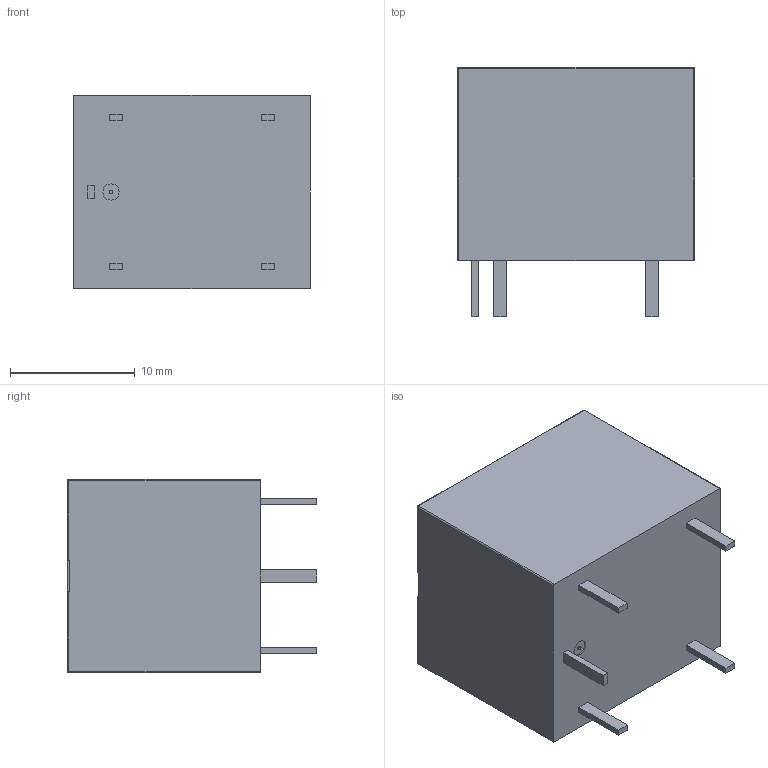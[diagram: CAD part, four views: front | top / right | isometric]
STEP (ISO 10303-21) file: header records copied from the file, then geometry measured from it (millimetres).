
FILE_DESCRIPTION(/* description */ (''),/* implementation_level */ '2;1');
FILE_NAME(/* name */ 'Doat-5volt Relay v1.step',/* time_stamp */ '2020-12-30T15:02:50+06:00',/* author */ (''),/* organization */ (''),/* preprocessor_version */ 'ST-DEVELOPER v18.1',/* originating_system */ 'Autodesk Translation Framework v9.7.1.1290',/* authorisation */ '');
FILE_SCHEMA (('AUTOMOTIVE_DESIGN { 1 0 10303 214 3 1 1 }'));
Length unit declared in the file: millimetre
Products named in the file (1): Doat-5volt Relay
Bounding box: 19 x 20 x 15.5 mm (x, y, z)
Volume: 4575 mm3; surface area: 1721.9 mm2
Topology: 1 solids, 1 shells, 54 faces, 120 edges, 76 vertices
Faces by surface type: plane 38, cylinder 12, sphere 4
Full cylindrical faces by diameter (mm): 0.3 x1, 1 x1, 1.3 x1
Entity records: 1544 total; most frequent: DIRECTION 254, CARTESIAN_POINT 251, ORIENTED_EDGE 240, EDGE_CURVE 120, LINE 96, VECTOR 96, AXIS2_PLACEMENT_3D 79, VERTEX_POINT 76
